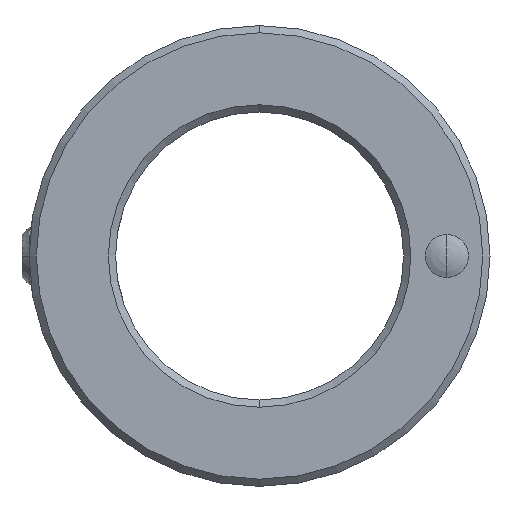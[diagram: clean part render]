
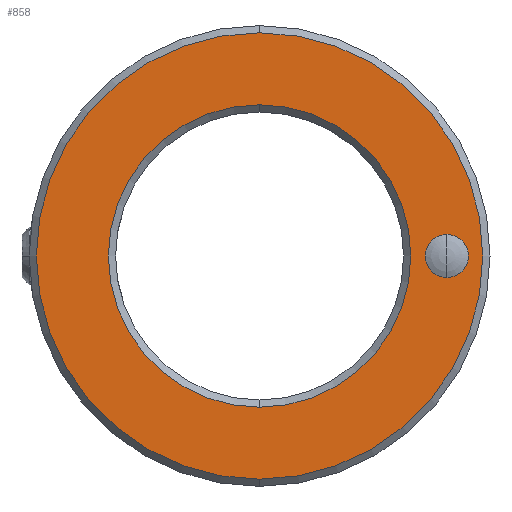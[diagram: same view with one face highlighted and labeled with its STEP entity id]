
A CAD part, front view. The second image highlights one B-rep face of the part: STEP entity #858.
In plain terms, the highlighted planar face has unit normal (0, -1, 0).
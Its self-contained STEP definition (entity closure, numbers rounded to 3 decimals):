
#10 = PLANE ( 'NONE',  #1873 ) ;
#28 = CARTESIAN_POINT ( 'NONE',  ( 0., 0., 0. ) ) ;
#60 = DIRECTION ( 'NONE',  ( 0., 1., 0. ) ) ;
#81 = DIRECTION ( 'NONE',  ( 0., 1., 0. ) ) ;
#200 = EDGE_CURVE ( 'NONE', #1010, #590, #2310, .T. ) ;
#209 = AXIS2_PLACEMENT_3D ( 'NONE', #2190, #222, #672 ) ;
#210 = CARTESIAN_POINT ( 'NONE',  ( 0., 0., 10.5 ) ) ;
#214 = AXIS2_PLACEMENT_3D ( 'NONE', #1392, #81, #308 ) ;
#222 = DIRECTION ( 'NONE',  ( 0., 1., 0. ) ) ;
#225 = DIRECTION ( 'NONE',  ( 0., -1., 0. ) ) ;
#234 = CARTESIAN_POINT ( 'NONE',  ( 0., 0., 0. ) ) ;
#290 = EDGE_CURVE ( 'NONE', #757, #1894, #1427, .T. ) ;
#308 = DIRECTION ( 'NONE',  ( 0., 0., 1. ) ) ;
#376 = EDGE_LOOP ( 'NONE', ( #2233, #690 ) ) ;
#401 = ORIENTED_EDGE ( 'NONE', *, *, #2428, .T. ) ;
#458 = FACE_OUTER_BOUND ( 'NONE', #2523, .T. ) ;
#557 = DIRECTION ( 'NONE',  ( 0., 0., 1. ) ) ;
#590 = VERTEX_POINT ( 'NONE', #210 ) ;
#672 = DIRECTION ( 'NONE',  ( 0., 0., 1. ) ) ;
#682 = DIRECTION ( 'NONE',  ( 0., 0., 1. ) ) ;
#690 = ORIENTED_EDGE ( 'NONE', *, *, #1445, .T. ) ;
#719 = CARTESIAN_POINT ( 'NONE',  ( 0., 0., 0. ) ) ;
#722 = AXIS2_PLACEMENT_3D ( 'NONE', #28, #225, #904 ) ;
#726 = CIRCLE ( 'NONE', #1973, 10.5 ) ;
#740 = ORIENTED_EDGE ( 'NONE', *, *, #1768, .T. ) ;
#757 = VERTEX_POINT ( 'NONE', #1152 ) ;
#823 = CIRCLE ( 'NONE', #1650, 15.5 ) ;
#858 = ADVANCED_FACE ( 'NONE', ( #458, #1079, #1559 ), #10, .F. ) ;
#884 = VERTEX_POINT ( 'NONE', #1797 ) ;
#890 = DIRECTION ( 'NONE',  ( 0., 0., 1. ) ) ;
#904 = DIRECTION ( 'NONE',  ( 0., 0., 1. ) ) ;
#974 = ORIENTED_EDGE ( 'NONE', *, *, #1821, .T. ) ;
#1010 = VERTEX_POINT ( 'NONE', #2240 ) ;
#1079 = FACE_BOUND ( 'NONE', #2518, .T. ) ;
#1152 = CARTESIAN_POINT ( 'NONE',  ( 13., 0., -1.5 ) ) ;
#1262 = ORIENTED_EDGE ( 'NONE', *, *, #200, .T. ) ;
#1392 = CARTESIAN_POINT ( 'NONE',  ( 13., 0., 0. ) ) ;
#1419 = CARTESIAN_POINT ( 'NONE',  ( 0., 0., 0. ) ) ;
#1427 = CIRCLE ( 'NONE', #209, 1.5 ) ;
#1445 = EDGE_CURVE ( 'NONE', #1894, #757, #2554, .T. ) ;
#1511 = CIRCLE ( 'NONE', #722, 15.5 ) ;
#1559 = FACE_BOUND ( 'NONE', #376, .T. ) ;
#1650 = AXIS2_PLACEMENT_3D ( 'NONE', #2686, #2660, #682 ) ;
#1667 = AXIS2_PLACEMENT_3D ( 'NONE', #1419, #2609, #890 ) ;
#1768 = EDGE_CURVE ( 'NONE', #884, #2335, #823, .T. ) ;
#1797 = CARTESIAN_POINT ( 'NONE',  ( 0., 0., 15.5 ) ) ;
#1821 = EDGE_CURVE ( 'NONE', #590, #1010, #726, .T. ) ;
#1873 = AXIS2_PLACEMENT_3D ( 'NONE', #234, #1955, #1970 ) ;
#1894 = VERTEX_POINT ( 'NONE', #2057 ) ;
#1955 = DIRECTION ( 'NONE',  ( 0., 1., 0. ) ) ;
#1970 = DIRECTION ( 'NONE',  ( 0., 0., 1. ) ) ;
#1973 = AXIS2_PLACEMENT_3D ( 'NONE', #719, #60, #557 ) ;
#2057 = CARTESIAN_POINT ( 'NONE',  ( 13., 0., 1.5 ) ) ;
#2190 = CARTESIAN_POINT ( 'NONE',  ( 13., 0., 0. ) ) ;
#2233 = ORIENTED_EDGE ( 'NONE', *, *, #290, .T. ) ;
#2240 = CARTESIAN_POINT ( 'NONE',  ( 0., 0., -10.5 ) ) ;
#2310 = CIRCLE ( 'NONE', #1667, 10.5 ) ;
#2335 = VERTEX_POINT ( 'NONE', #2790 ) ;
#2428 = EDGE_CURVE ( 'NONE', #2335, #884, #1511, .T. ) ;
#2518 = EDGE_LOOP ( 'NONE', ( #1262, #974 ) ) ;
#2523 = EDGE_LOOP ( 'NONE', ( #740, #401 ) ) ;
#2554 = CIRCLE ( 'NONE', #214, 1.5 ) ;
#2609 = DIRECTION ( 'NONE',  ( 0., 1., 0. ) ) ;
#2660 = DIRECTION ( 'NONE',  ( 0., -1., 0. ) ) ;
#2686 = CARTESIAN_POINT ( 'NONE',  ( 0., 0., 0. ) ) ;
#2790 = CARTESIAN_POINT ( 'NONE',  ( 0., 0., -15.5 ) ) ;
